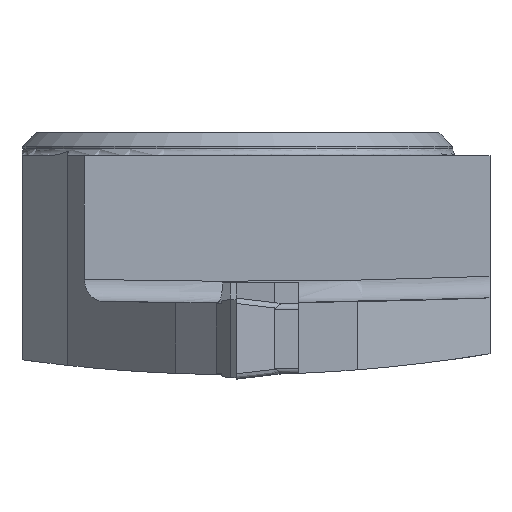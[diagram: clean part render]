
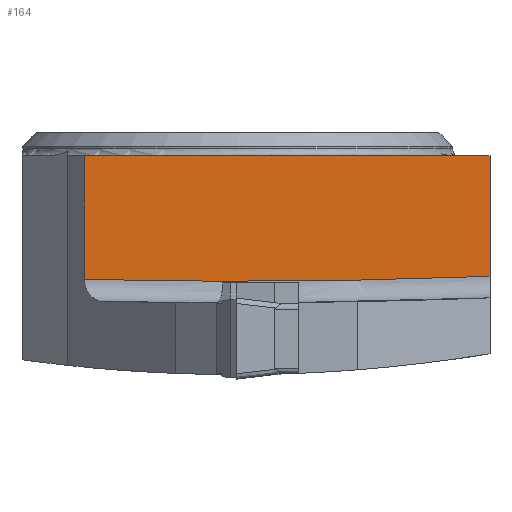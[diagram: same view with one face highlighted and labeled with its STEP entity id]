
A CAD part, left-side view. The second image highlights one B-rep face of the part: STEP entity #164.
In plain terms, the highlighted planar face has unit normal (-1, 0, 0).
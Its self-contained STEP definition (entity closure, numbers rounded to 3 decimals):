
#110=PLANE('',#1400);
#164=ADVANCED_FACE('CL_R_SU3',(#239),#110,.F.);
#239=FACE_OUTER_BOUND('',#303,.T.);
#303=EDGE_LOOP('',(#715,#716,#717,#718));
#420=LINE('',#1981,#533);
#425=LINE('',#2078,#538);
#426=LINE('',#2079,#539);
#533=VECTOR('',#1561,1.);
#538=VECTOR('',#1578,1.);
#539=VECTOR('',#1579,1.);
#715=ORIENTED_EDGE('',*,*,#1172,.F.);
#716=ORIENTED_EDGE('',*,*,#1171,.T.);
#717=ORIENTED_EDGE('',*,*,#1173,.T.);
#718=ORIENTED_EDGE('',*,*,#1159,.F.);
#1030=VERTEX_POINT('',#1980);
#1031=VERTEX_POINT('',#1982);
#1034=VERTEX_POINT('',#2008);
#1039=VERTEX_POINT('',#2075);
#1159=EDGE_CURVE('',#1030,#1031,#420,.T.);
#1171=EDGE_CURVE('',#1034,#1039,#1295,.T.);
#1172=EDGE_CURVE('',#1034,#1030,#425,.T.);
#1173=EDGE_CURVE('',#1039,#1031,#426,.T.);
#1295=CIRCLE('',#1398,492.925);
#1398=AXIS2_PLACEMENT_3D('',#2076,#1574,#1575);
#1400=AXIS2_PLACEMENT_3D('',#2080,#1580,#1581);
#1561=DIRECTION('',(0.,-1.,0.));
#1574=DIRECTION('',(-1.,0.,0.));
#1575=DIRECTION('',(0.,-1.,0.));
#1578=DIRECTION('',(0.,0.,1.));
#1579=DIRECTION('',(0.,0.,1.));
#1580=DIRECTION('',(1.,0.,0.));
#1581=DIRECTION('',(0.,-1.,0.));
#1980=CARTESIAN_POINT('',(-21.5,11.397,-1.375));
#1981=CARTESIAN_POINT('',(-21.5,0.,-1.375));
#1982=CARTESIAN_POINT('',(-21.5,-18.8,-1.375));
#2008=CARTESIAN_POINT('',(-21.5,11.397,-10.596));
#2075=CARTESIAN_POINT('',(-21.5,-18.8,-10.363));
#2076=CARTESIAN_POINT('',(-21.5,0.1,482.2));
#2078=CARTESIAN_POINT('',(-21.5,11.397,-110.924));
#2079=CARTESIAN_POINT('',(-21.5,-18.8,-110.924));
#2080=CARTESIAN_POINT('',(-21.5,0.1,-110.924));
